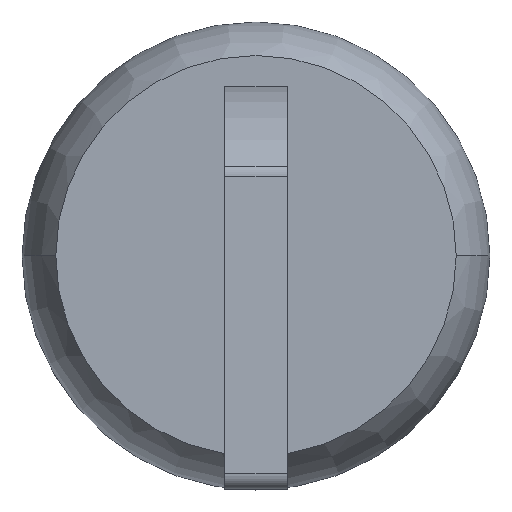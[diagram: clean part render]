
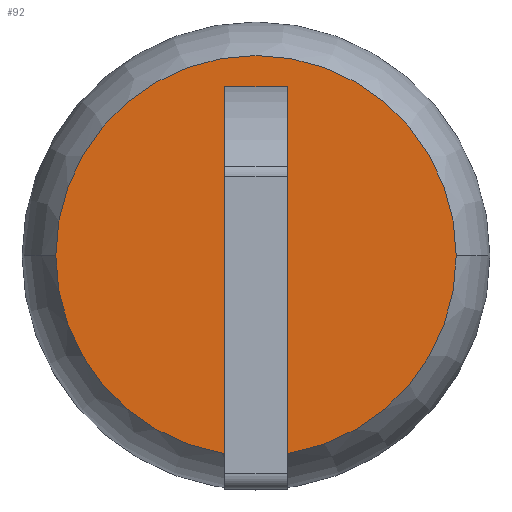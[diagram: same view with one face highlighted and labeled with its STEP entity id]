
A CAD part, top view. The second image highlights one B-rep face of the part: STEP entity #92.
In plain terms, the highlighted planar face has unit normal (0, 0, 1).
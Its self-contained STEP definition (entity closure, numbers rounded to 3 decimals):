
#92=ADVANCED_FACE('',(#186,#187),#188,.T.);
#186=FACE_BOUND('',#324,.T.);
#187=FACE_OUTER_BOUND('',#325,.T.);
#188=PLANE('',#326);
#324=EDGE_LOOP('',(#622,#623,#624,#625,#626,#627,#628,#629));
#325=EDGE_LOOP('',(#630,#631,#632));
#326=AXIS2_PLACEMENT_3D('',#633,#634,#635);
#622=ORIENTED_EDGE('',*,*,#1031,.T.);
#623=ORIENTED_EDGE('',*,*,#1038,.T.);
#624=ORIENTED_EDGE('',*,*,#1016,.T.);
#625=ORIENTED_EDGE('',*,*,#1003,.T.);
#626=ORIENTED_EDGE('',*,*,#1011,.T.);
#627=ORIENTED_EDGE('',*,*,#1007,.T.);
#628=ORIENTED_EDGE('',*,*,#1027,.T.);
#629=ORIENTED_EDGE('',*,*,#1037,.T.);
#630=ORIENTED_EDGE('',*,*,#960,.T.);
#631=ORIENTED_EDGE('',*,*,#1039,.T.);
#632=ORIENTED_EDGE('',*,*,#961,.T.);
#633=CARTESIAN_POINT('',(0.,6.398,11.0));
#634=DIRECTION('',(0.,0.,1.0));
#635=DIRECTION('',(0.,1.0,0.));
#960=EDGE_CURVE('',#1140,#1138,#1141,.T.);
#961=EDGE_CURVE('',#1132,#1140,#1142,.T.);
#1003=EDGE_CURVE('',#1219,#1220,#1221,.T.);
#1007=EDGE_CURVE('',#1226,#1227,#1228,.T.);
#1011=EDGE_CURVE('',#1220,#1226,#1233,.T.);
#1016=EDGE_CURVE('',#1240,#1219,#1241,.T.);
#1027=EDGE_CURVE('',#1227,#1255,#1257,.T.);
#1031=EDGE_CURVE('',#1258,#1263,#1265,.T.);
#1037=EDGE_CURVE('',#1255,#1258,#1273,.T.);
#1038=EDGE_CURVE('',#1263,#1240,#1274,.T.);
#1039=EDGE_CURVE('',#1138,#1132,#1275,.T.);
#1132=VERTEX_POINT('',#1424);
#1138=VERTEX_POINT('',#1430);
#1140=VERTEX_POINT('',#1432);
#1141=CIRCLE('',#1433,12.796);
#1142=CIRCLE('',#1434,12.796);
#1219=VERTEX_POINT('',#1533);
#1220=VERTEX_POINT('',#1534);
#1221=LINE('',#1535,#1536);
#1226=VERTEX_POINT('',#1542);
#1227=VERTEX_POINT('',#1543);
#1228=LINE('',#1544,#1545);
#1233=LINE('',#1551,#1552);
#1240=VERTEX_POINT('',#1563);
#1241=LINE('',#1564,#1565);
#1255=VERTEX_POINT('',#1581);
#1257=LINE('',#1583,#1584);
#1258=VERTEX_POINT('',#1585);
#1263=VERTEX_POINT('',#1591);
#1265=LINE('',#1593,#1594);
#1273=LINE('',#1605,#1606);
#1274=LINE('',#1607,#1608);
#1275=CIRCLE('',#1609,12.796);
#1424=CARTESIAN_POINT('',(12.796,0.,11.0));
#1430=CARTESIAN_POINT('',(-12.796,0.,11.0));
#1432=CARTESIAN_POINT('',(0.,12.796,11.0));
#1433=AXIS2_PLACEMENT_3D('',#1821,#1822,#1823);
#1434=AXIS2_PLACEMENT_3D('',#1824,#1825,#1826);
#1533=CARTESIAN_POINT('',(1.0,6.0,11.0));
#1534=CARTESIAN_POINT('',(1.0,-8.0,11.0));
#1535=CARTESIAN_POINT('',(1.0,3.199,11.0));
#1536=VECTOR('',#1906,1.0);
#1542=CARTESIAN_POINT('',(-1.,-8.0,11.0));
#1543=CARTESIAN_POINT('',(-1.,6.0,11.0));
#1544=CARTESIAN_POINT('',(-1.,3.199,11.0));
#1545=VECTOR('',#1914,1.0);
#1551=CARTESIAN_POINT('',(0.,-8.0,11.0));
#1552=VECTOR('',#1922,1.0);
#1563=CARTESIAN_POINT('',(2.0,6.0,11.0));
#1564=CARTESIAN_POINT('',(2.0,6.0,11.0));
#1565=VECTOR('',#1927,1.0);
#1581=CARTESIAN_POINT('',(-2.0,6.0,11.0));
#1583=CARTESIAN_POINT('',(-1.5,6.0,11.0));
#1584=VECTOR('',#1954,1.0);
#1585=CARTESIAN_POINT('',(-2.0,10.796,11.0));
#1591=CARTESIAN_POINT('',(2.0,10.796,11.0));
#1593=CARTESIAN_POINT('',(0.,10.796,11.0));
#1594=VECTOR('',#1962,1.0);
#1605=CARTESIAN_POINT('',(-2.0,2.205,11.0));
#1606=VECTOR('',#1972,1.0);
#1607=CARTESIAN_POINT('',(2.0,2.205,11.0));
#1608=VECTOR('',#1973,1.0);
#1609=AXIS2_PLACEMENT_3D('',#1974,#1975,#1976);
#1821=CARTESIAN_POINT('',(0.,0.0,11.0));
#1822=DIRECTION('',(0.,-0.0,1.0));
#1823=DIRECTION('',(0.0,1.0,0.0));
#1824=CARTESIAN_POINT('',(0.,0.0,11.0));
#1825=DIRECTION('',(0.,-0.0,1.0));
#1826=DIRECTION('',(0.0,1.0,0.0));
#1906=DIRECTION('',(0.,-1.0,0.));
#1914=DIRECTION('',(0.,1.0,0.));
#1922=DIRECTION('',(-1.0,0.0,0.));
#1927=DIRECTION('',(-1.0,0.0,0.));
#1954=DIRECTION('',(-1.0,0.0,0.));
#1962=DIRECTION('',(1.0,-0.0,0.));
#1972=DIRECTION('',(0.,1.0,0.));
#1973=DIRECTION('',(0.,-1.0,0.));
#1974=CARTESIAN_POINT('',(0.,0.0,11.0));
#1975=DIRECTION('',(0.,-0.0,1.0));
#1976=DIRECTION('',(0.0,1.0,0.0));
